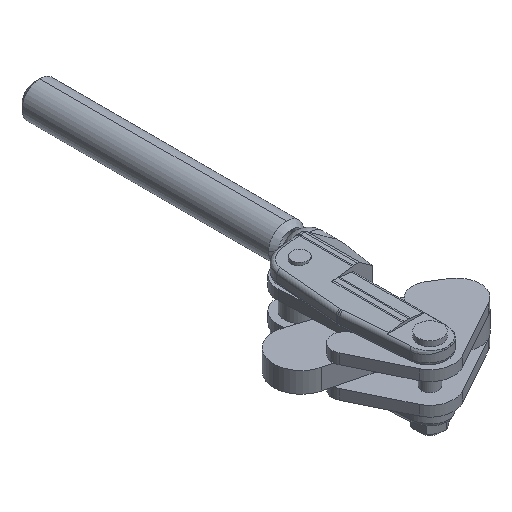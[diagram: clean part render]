
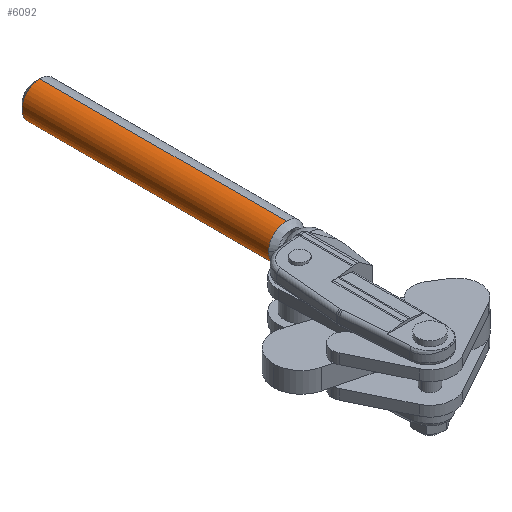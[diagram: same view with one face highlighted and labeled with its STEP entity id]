
A CAD part, isometric view. The second image highlights one B-rep face of the part: STEP entity #6092.
In plain terms, the highlighted cylindrical face has radius 8.65 mm (diameter 17.3 mm), a partial arc.
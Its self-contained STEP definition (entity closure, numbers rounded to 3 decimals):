
#3 = LINE ( 'NONE', #1031, #1309 ) ;
#274 = VERTEX_POINT ( 'NONE', #4151 ) ;
#585 = CYLINDRICAL_SURFACE ( 'NONE', #6788, 8.65 ) ;
#609 = EDGE_CURVE ( 'NONE', #274, #1128, #5945, .T. ) ;
#696 = CARTESIAN_POINT ( 'NONE',  ( 12.35, 231.316, 0. ) ) ;
#890 = ORIENTED_EDGE ( 'NONE', *, *, #6033, .F. ) ;
#943 = DIRECTION ( 'NONE',  ( 0., -1., 0. ) ) ;
#1031 = CARTESIAN_POINT ( 'NONE',  ( 21., 108.716, 8.65 ) ) ;
#1128 = VERTEX_POINT ( 'NONE', #3212 ) ;
#1277 = EDGE_CURVE ( 'NONE', #2553, #1512, #3, .T. ) ;
#1309 = VECTOR ( 'NONE', #1502, 1000. ) ;
#1502 = DIRECTION ( 'NONE',  ( 0., -1., 0. ) ) ;
#1512 = VERTEX_POINT ( 'NONE', #5204 ) ;
#1625 = DIRECTION ( 'NONE',  ( 0., 0., -1. ) ) ;
#1644 = CIRCLE ( 'NONE', #6340, 8.65 ) ;
#1699 = VECTOR ( 'NONE', #943, 1000. ) ;
#1714 = DIRECTION ( 'NONE',  ( 0., -1., 0. ) ) ;
#1730 = EDGE_CURVE ( 'NONE', #6825, #6710, #1644, .T. ) ;
#1838 = CARTESIAN_POINT ( 'NONE',  ( 21., 108.716, 0. ) ) ;
#2237 = DIRECTION ( 'NONE',  ( -1., 0., 0. ) ) ;
#2374 = DIRECTION ( 'NONE',  ( -1., 0., 0. ) ) ;
#2403 = DIRECTION ( 'NONE',  ( 0., -1., 0. ) ) ;
#2433 = CARTESIAN_POINT ( 'NONE',  ( 21., 111.116, 0. ) ) ;
#2553 = VERTEX_POINT ( 'NONE', #5669 ) ;
#3060 = LINE ( 'NONE', #4358, #1699 ) ;
#3123 = CARTESIAN_POINT ( 'NONE',  ( 21., 231.316, 0. ) ) ;
#3212 = CARTESIAN_POINT ( 'NONE',  ( 21., 111.116, -8.65 ) ) ;
#3581 = ORIENTED_EDGE ( 'NONE', *, *, #7346, .T. ) ;
#3665 = EDGE_CURVE ( 'NONE', #6710, #2553, #4532, .T. ) ;
#3718 = AXIS2_PLACEMENT_3D ( 'NONE', #2433, #2403, #2374 ) ;
#3747 = DIRECTION ( 'NONE',  ( 1., 0., 0. ) ) ;
#3947 = CIRCLE ( 'NONE', #3718, 8.65 ) ;
#4045 = ORIENTED_EDGE ( 'NONE', *, *, #609, .F. ) ;
#4047 = CARTESIAN_POINT ( 'NONE',  ( 21., 111.116, 0. ) ) ;
#4151 = CARTESIAN_POINT ( 'NONE',  ( 12.35, 111.116, 0. ) ) ;
#4358 = CARTESIAN_POINT ( 'NONE',  ( 21., 108.716, -8.65 ) ) ;
#4532 = CIRCLE ( 'NONE', #4809, 8.65 ) ;
#4584 = DIRECTION ( 'NONE',  ( 1., 0., 0. ) ) ;
#4594 = DIRECTION ( 'NONE',  ( 0., 1., 0. ) ) ;
#4622 = CARTESIAN_POINT ( 'NONE',  ( 21., 231.316, 0. ) ) ;
#4809 = AXIS2_PLACEMENT_3D ( 'NONE', #4622, #4594, #4584 ) ;
#4950 = ORIENTED_EDGE ( 'NONE', *, *, #3665, .F. ) ;
#5204 = CARTESIAN_POINT ( 'NONE',  ( 21., 111.116, 8.65 ) ) ;
#5516 = ORIENTED_EDGE ( 'NONE', *, *, #1730, .F. ) ;
#5615 = EDGE_LOOP ( 'NONE', ( #6798, #4950, #5516, #3581, #4045, #890 ) ) ;
#5669 = CARTESIAN_POINT ( 'NONE',  ( 21., 231.316, 8.65 ) ) ;
#5877 = CARTESIAN_POINT ( 'NONE',  ( 21., 231.316, -8.65 ) ) ;
#5945 = CIRCLE ( 'NONE', #7310, 8.65 ) ;
#6033 = EDGE_CURVE ( 'NONE', #1512, #274, #3947, .T. ) ;
#6092 = ADVANCED_FACE ( 'NONE', ( #6660 ), #585, .T. ) ;
#6096 = DIRECTION ( 'NONE',  ( 0., 1., 0. ) ) ;
#6340 = AXIS2_PLACEMENT_3D ( 'NONE', #3123, #6096, #3747 ) ;
#6660 = FACE_OUTER_BOUND ( 'NONE', #5615, .T. ) ;
#6710 = VERTEX_POINT ( 'NONE', #696 ) ;
#6788 = AXIS2_PLACEMENT_3D ( 'NONE', #1838, #1714, #1625 ) ;
#6798 = ORIENTED_EDGE ( 'NONE', *, *, #1277, .F. ) ;
#6825 = VERTEX_POINT ( 'NONE', #5877 ) ;
#7310 = AXIS2_PLACEMENT_3D ( 'NONE', #4047, #7316, #2237 ) ;
#7316 = DIRECTION ( 'NONE',  ( 0., -1., 0. ) ) ;
#7346 = EDGE_CURVE ( 'NONE', #6825, #1128, #3060, .T. ) ;
